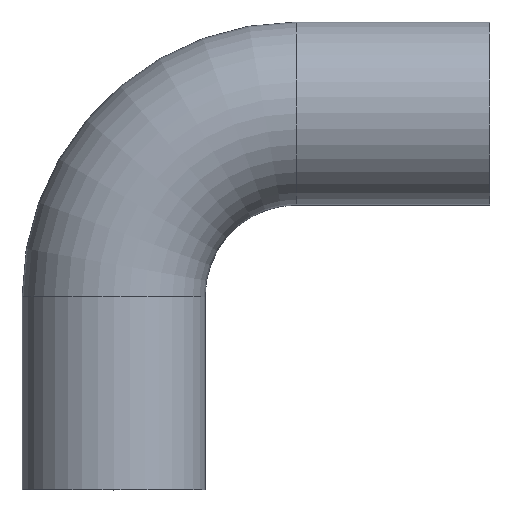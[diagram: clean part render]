
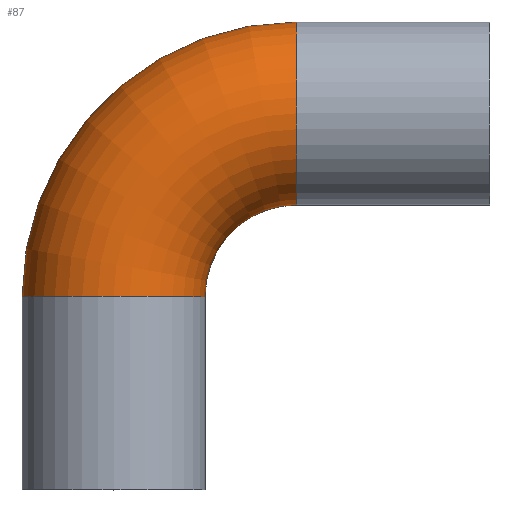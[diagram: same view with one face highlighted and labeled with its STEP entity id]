
A CAD part, top view. The second image highlights one B-rep face of the part: STEP entity #87.
In plain terms, the highlighted toroidal (fillet/blend) face has major radius 63 mm and minor radius 31.5 mm.
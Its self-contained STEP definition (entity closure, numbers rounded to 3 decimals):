
#83 = EDGE_CURVE( '', #153, #163, #217, .T. );
#85 = VERTEX_POINT( '', #219 );
#87 = ADVANCED_FACE( '', ( #221 ), #222, .T. );
#99 = EDGE_CURVE( '', #149, #85, #237, .T. );
#149 = VERTEX_POINT( '', #295 );
#153 = VERTEX_POINT( '', #299 );
#161 = EDGE_CURVE( '', #85, #163, #307, .T. );
#163 = VERTEX_POINT( '', #309 );
#181 = EDGE_CURVE( '', #153, #149, #329, .T. );
#217 = CIRCLE( '', #358, 31.5 );
#219 = CARTESIAN_POINT( '', ( 31.5, 66.5, 0. ) );
#221 = FACE_OUTER_BOUND( '', #362, .T. );
#222 = TOROIDAL_SURFACE( '', #363, 63., 31.5 );
#237 = CIRCLE( '', #382, 31.5 );
#295 = CARTESIAN_POINT( '', ( -31.5, 66.5, 0. ) );
#299 = CARTESIAN_POINT( '', ( 63., 161., 0. ) );
#307 = CIRCLE( '', #470, 31.5 );
#309 = CARTESIAN_POINT( '', ( 63., 98., 0. ) );
#329 = CIRCLE( '', #500, 94.5 );
#358 = AXIS2_PLACEMENT_3D( '', #526, #527, #528 );
#362 = EDGE_LOOP( '', ( #530, #531, #532, #533 ) );
#363 = AXIS2_PLACEMENT_3D( '', #534, #535, #536 );
#382 = AXIS2_PLACEMENT_3D( '', #565, #566, #567 );
#470 = AXIS2_PLACEMENT_3D( '', #660, #661, #662 );
#500 = AXIS2_PLACEMENT_3D( '', #690, #691, #692 );
#526 = CARTESIAN_POINT( '', ( 63., 129.5, 0. ) );
#527 = DIRECTION( '', ( 1., 0., 0. ) );
#528 = DIRECTION( '', ( 0., -1., 0. ) );
#530 = ORIENTED_EDGE( '', *, *, #181, .T. );
#531 = ORIENTED_EDGE( '', *, *, #99, .T. );
#532 = ORIENTED_EDGE( '', *, *, #161, .T. );
#533 = ORIENTED_EDGE( '', *, *, #83, .F. );
#534 = CARTESIAN_POINT( '', ( 63., 66.5, 0. ) );
#535 = DIRECTION( '', ( 0., 0., 1. ) );
#536 = DIRECTION( '', ( 1., 0., 0. ) );
#565 = CARTESIAN_POINT( '', ( 0., 66.5, 0. ) );
#566 = DIRECTION( '', ( 0., 1., 0. ) );
#567 = DIRECTION( '', ( 1., 0., 0. ) );
#660 = CARTESIAN_POINT( '', ( 63., 66.5, 0. ) );
#661 = DIRECTION( '', ( 0., 0., -1. ) );
#662 = DIRECTION( '', ( 1., 0., 0. ) );
#690 = CARTESIAN_POINT( '', ( 63., 66.5, 0. ) );
#691 = DIRECTION( '', ( 0., 0., 1. ) );
#692 = DIRECTION( '', ( 1., 0., 0. ) );
